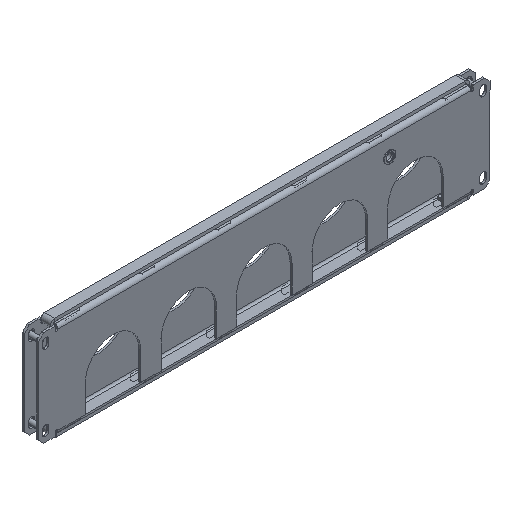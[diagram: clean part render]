
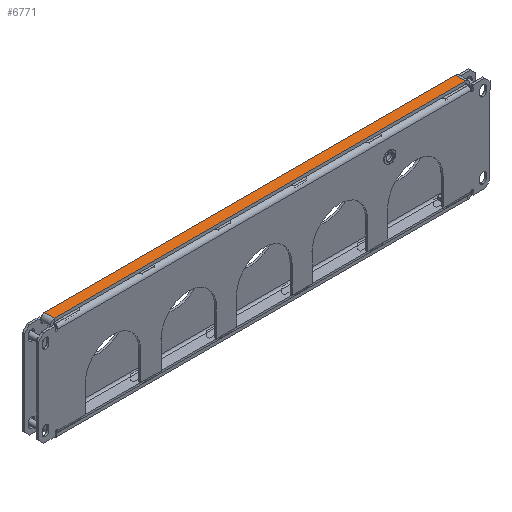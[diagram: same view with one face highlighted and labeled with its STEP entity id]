
A CAD part, isometric view. The second image highlights one B-rep face of the part: STEP entity #6771.
In plain terms, the highlighted face is planar.
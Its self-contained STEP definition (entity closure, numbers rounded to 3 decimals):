
#18 = LINE ( 'NONE', #396, #4216 ) ;
#396 = CARTESIAN_POINT ( 'NONE',  ( 5., -3., -204. ) ) ;
#738 = CARTESIAN_POINT ( 'NONE',  ( 5., -3., -204. ) ) ;
#892 = LINE ( 'NONE', #7687, #7480 ) ;
#1417 = VECTOR ( 'NONE', #3611, 1000. ) ;
#1837 = CARTESIAN_POINT ( 'NONE',  ( -5., -3., -204. ) ) ;
#1906 = EDGE_CURVE ( 'NONE', #7295, #3707, #892, .T. ) ;
#2406 = DIRECTION ( 'NONE',  ( 1., 0., 0. ) ) ;
#3163 = ORIENTED_EDGE ( 'NONE', *, *, #7686, .F. ) ;
#3397 = EDGE_CURVE ( 'NONE', #6428, #5720, #18, .T. ) ;
#3558 = CARTESIAN_POINT ( 'NONE',  ( -5., -3., -204. ) ) ;
#3611 = DIRECTION ( 'NONE',  ( 1., 0., 0. ) ) ;
#3707 = VERTEX_POINT ( 'NONE', #5119 ) ;
#4202 = DIRECTION ( 'NONE',  ( 0., 0., 1. ) ) ;
#4216 = VECTOR ( 'NONE', #4202, 1000. ) ;
#4299 = PLANE ( 'NONE',  #7831 ) ;
#4796 = LINE ( 'NONE', #3558, #1417 ) ;
#5119 = CARTESIAN_POINT ( 'NONE',  ( -5., -3., 204. ) ) ;
#5212 = CARTESIAN_POINT ( 'NONE',  ( -5., -3., 204. ) ) ;
#5242 = DIRECTION ( 'NONE',  ( 0., 0., 1. ) ) ;
#5496 = EDGE_LOOP ( 'NONE', ( #3163, #7492, #6049, #7532 ) ) ;
#5720 = VERTEX_POINT ( 'NONE', #6965 ) ;
#5826 = DIRECTION ( 'NONE',  ( 1., 0., 0. ) ) ;
#5984 = VECTOR ( 'NONE', #5826, 1000. ) ;
#6049 = ORIENTED_EDGE ( 'NONE', *, *, #7970, .T. ) ;
#6144 = CARTESIAN_POINT ( 'NONE',  ( -5., -3., -204. ) ) ;
#6384 = LINE ( 'NONE', #5212, #5984 ) ;
#6428 = VERTEX_POINT ( 'NONE', #738 ) ;
#6771 = ADVANCED_FACE ( 'NONE', ( #7676 ), #4299, .T. ) ;
#6911 = DIRECTION ( 'NONE',  ( 0., -1., 0. ) ) ;
#6965 = CARTESIAN_POINT ( 'NONE',  ( 5., -3., 204. ) ) ;
#7295 = VERTEX_POINT ( 'NONE', #6144 ) ;
#7480 = VECTOR ( 'NONE', #5242, 1000. ) ;
#7492 = ORIENTED_EDGE ( 'NONE', *, *, #1906, .F. ) ;
#7532 = ORIENTED_EDGE ( 'NONE', *, *, #3397, .T. ) ;
#7676 = FACE_OUTER_BOUND ( 'NONE', #5496, .T. ) ;
#7686 = EDGE_CURVE ( 'NONE', #3707, #5720, #6384, .T. ) ;
#7687 = CARTESIAN_POINT ( 'NONE',  ( -5., -3., -204. ) ) ;
#7831 = AXIS2_PLACEMENT_3D ( 'NONE', #1837, #6911, #2406 ) ;
#7970 = EDGE_CURVE ( 'NONE', #7295, #6428, #4796, .T. ) ;
